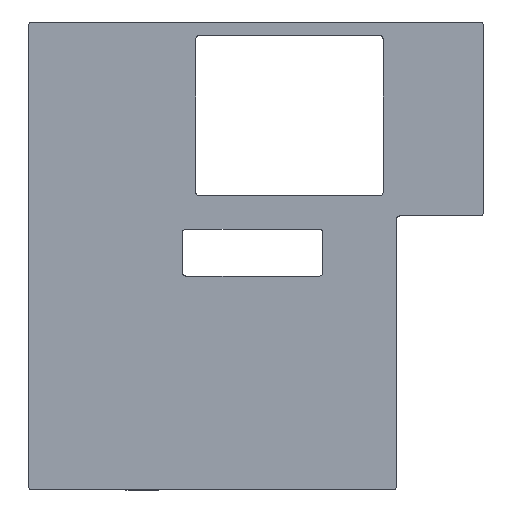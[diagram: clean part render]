
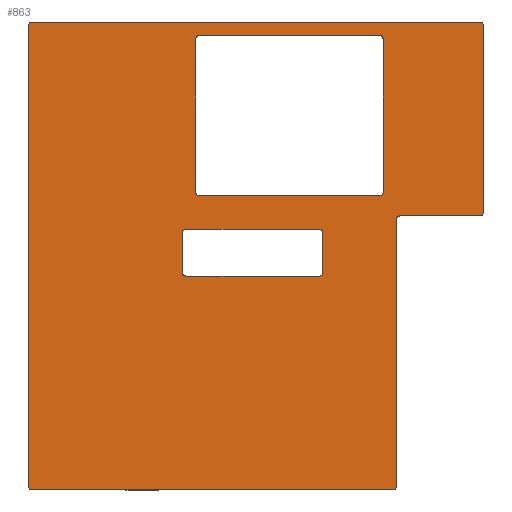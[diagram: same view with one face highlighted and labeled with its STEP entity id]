
A CAD part, top view. The second image highlights one B-rep face of the part: STEP entity #863.
In plain terms, the highlighted planar face has unit normal (0, 0, 1).
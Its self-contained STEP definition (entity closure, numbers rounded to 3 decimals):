
#17=FACE_BOUND('',#149,.T.);
#18=FACE_BOUND('',#150,.T.);
#20=CIRCLE('',#888,0.5);
#22=CIRCLE('',#892,0.5);
#24=CIRCLE('',#896,0.5);
#26=CIRCLE('',#900,0.5);
#28=CIRCLE('',#904,0.5);
#30=CIRCLE('',#908,0.5);
#32=CIRCLE('',#912,0.5);
#34=CIRCLE('',#916,0.5);
#35=CIRCLE('',#919,0.5);
#41=CIRCLE('',#928,0.5);
#42=CIRCLE('',#931,0.5);
#43=CIRCLE('',#934,0.5);
#44=CIRCLE('',#937,0.5);
#46=CIRCLE('',#941,0.5);
#103=FACE_OUTER_BOUND('',#148,.T.);
#148=EDGE_LOOP('',(#764,#765,#766,#767,#768,#769,#770,#771,#772,#773,#774,
#775));
#149=EDGE_LOOP('',(#776,#777,#778,#779,#780,#781,#782,#783));
#150=EDGE_LOOP('',(#784,#785,#786,#787,#788,#789,#790,#791));
#177=LINE('',#1249,#272);
#180=LINE('',#1260,#275);
#184=LINE('',#1272,#279);
#187=LINE('',#1281,#282);
#193=LINE('',#1297,#288);
#196=LINE('',#1308,#291);
#201=LINE('',#1321,#296);
#203=LINE('',#1329,#298);
#210=LINE('',#1346,#305);
#223=LINE('',#1381,#318);
#226=LINE('',#1389,#321);
#231=LINE('',#1401,#326);
#234=LINE('',#1410,#329);
#243=LINE('',#1430,#338);
#272=VECTOR('',#1001,10.);
#275=VECTOR('',#1012,10.);
#279=VECTOR('',#1024,10.);
#282=VECTOR('',#1035,10.);
#288=VECTOR('',#1049,10.);
#291=VECTOR('',#1060,10.);
#296=VECTOR('',#1073,10.);
#298=VECTOR('',#1083,10.);
#305=VECTOR('',#1098,10.);
#318=VECTOR('',#1127,10.);
#321=VECTOR('',#1136,10.);
#326=VECTOR('',#1147,10.);
#329=VECTOR('',#1156,10.);
#338=VECTOR('',#1177,10.);
#359=VERTEX_POINT('',#1239);
#360=VERTEX_POINT('',#1241);
#362=VERTEX_POINT('',#1247);
#365=VERTEX_POINT('',#1254);
#366=VERTEX_POINT('',#1256);
#369=VERTEX_POINT('',#1266);
#370=VERTEX_POINT('',#1268);
#372=VERTEX_POINT('',#1277);
#375=VERTEX_POINT('',#1287);
#376=VERTEX_POINT('',#1289);
#378=VERTEX_POINT('',#1295);
#381=VERTEX_POINT('',#1302);
#382=VERTEX_POINT('',#1304);
#384=VERTEX_POINT('',#1313);
#386=VERTEX_POINT('',#1319);
#388=VERTEX_POINT('',#1325);
#389=VERTEX_POINT('',#1332);
#390=VERTEX_POINT('',#1333);
#394=VERTEX_POINT('',#1344);
#407=VERTEX_POINT('',#1375);
#408=VERTEX_POINT('',#1379);
#409=VERTEX_POINT('',#1383);
#410=VERTEX_POINT('',#1387);
#411=VERTEX_POINT('',#1391);
#414=VERTEX_POINT('',#1399);
#415=VERTEX_POINT('',#1403);
#416=VERTEX_POINT('',#1405);
#417=VERTEX_POINT('',#1409);
#447=EDGE_CURVE('',#359,#360,#20,.T.);
#451=EDGE_CURVE('',#359,#362,#177,.T.);
#454=EDGE_CURVE('',#365,#366,#22,.T.);
#456=EDGE_CURVE('',#365,#360,#180,.T.);
#460=EDGE_CURVE('',#369,#370,#24,.T.);
#462=EDGE_CURVE('',#369,#366,#184,.T.);
#466=EDGE_CURVE('',#372,#362,#26,.T.);
#467=EDGE_CURVE('',#372,#370,#187,.T.);
#471=EDGE_CURVE('',#375,#376,#28,.T.);
#475=EDGE_CURVE('',#375,#378,#193,.T.);
#478=EDGE_CURVE('',#381,#382,#30,.T.);
#480=EDGE_CURVE('',#381,#376,#196,.T.);
#484=EDGE_CURVE('',#384,#378,#32,.T.);
#487=EDGE_CURVE('',#384,#386,#201,.T.);
#490=EDGE_CURVE('',#388,#386,#34,.T.);
#491=EDGE_CURVE('',#388,#382,#203,.T.);
#493=EDGE_CURVE('',#389,#390,#35,.T.);
#500=EDGE_CURVE('',#389,#394,#210,.T.);
#515=EDGE_CURVE('',#407,#394,#41,.T.);
#518=EDGE_CURVE('',#407,#408,#223,.T.);
#519=EDGE_CURVE('',#409,#408,#42,.T.);
#522=EDGE_CURVE('',#409,#410,#226,.T.);
#523=EDGE_CURVE('',#411,#410,#43,.T.);
#528=EDGE_CURVE('',#411,#414,#231,.T.);
#530=EDGE_CURVE('',#415,#416,#44,.T.);
#532=EDGE_CURVE('',#417,#416,#234,.T.);
#537=EDGE_CURVE('',#417,#414,#46,.T.);
#543=EDGE_CURVE('',#415,#390,#243,.T.);
#764=ORIENTED_EDGE('',*,*,#493,.F.);
#765=ORIENTED_EDGE('',*,*,#500,.T.);
#766=ORIENTED_EDGE('',*,*,#515,.F.);
#767=ORIENTED_EDGE('',*,*,#518,.T.);
#768=ORIENTED_EDGE('',*,*,#519,.F.);
#769=ORIENTED_EDGE('',*,*,#522,.T.);
#770=ORIENTED_EDGE('',*,*,#523,.F.);
#771=ORIENTED_EDGE('',*,*,#528,.T.);
#772=ORIENTED_EDGE('',*,*,#537,.F.);
#773=ORIENTED_EDGE('',*,*,#532,.T.);
#774=ORIENTED_EDGE('',*,*,#530,.F.);
#775=ORIENTED_EDGE('',*,*,#543,.T.);
#776=ORIENTED_EDGE('',*,*,#451,.T.);
#777=ORIENTED_EDGE('',*,*,#466,.F.);
#778=ORIENTED_EDGE('',*,*,#467,.T.);
#779=ORIENTED_EDGE('',*,*,#460,.F.);
#780=ORIENTED_EDGE('',*,*,#462,.T.);
#781=ORIENTED_EDGE('',*,*,#454,.F.);
#782=ORIENTED_EDGE('',*,*,#456,.T.);
#783=ORIENTED_EDGE('',*,*,#447,.F.);
#784=ORIENTED_EDGE('',*,*,#487,.T.);
#785=ORIENTED_EDGE('',*,*,#490,.F.);
#786=ORIENTED_EDGE('',*,*,#491,.T.);
#787=ORIENTED_EDGE('',*,*,#478,.F.);
#788=ORIENTED_EDGE('',*,*,#480,.T.);
#789=ORIENTED_EDGE('',*,*,#471,.F.);
#790=ORIENTED_EDGE('',*,*,#475,.T.);
#791=ORIENTED_EDGE('',*,*,#484,.F.);
#820=PLANE('',#948);
#863=ADVANCED_FACE('',(#103,#17,#18),#820,.T.);
#888=AXIS2_PLACEMENT_3D('',#1242,#994,#995);
#892=AXIS2_PLACEMENT_3D('',#1257,#1007,#1008);
#896=AXIS2_PLACEMENT_3D('',#1269,#1019,#1020);
#900=AXIS2_PLACEMENT_3D('',#1279,#1031,#1032);
#904=AXIS2_PLACEMENT_3D('',#1290,#1042,#1043);
#908=AXIS2_PLACEMENT_3D('',#1305,#1055,#1056);
#912=AXIS2_PLACEMENT_3D('',#1315,#1067,#1068);
#916=AXIS2_PLACEMENT_3D('',#1327,#1079,#1080);
#919=AXIS2_PLACEMENT_3D('',#1334,#1087,#1088);
#928=AXIS2_PLACEMENT_3D('',#1376,#1121,#1122);
#931=AXIS2_PLACEMENT_3D('',#1384,#1130,#1131);
#934=AXIS2_PLACEMENT_3D('',#1392,#1139,#1140);
#937=AXIS2_PLACEMENT_3D('',#1406,#1151,#1152);
#941=AXIS2_PLACEMENT_3D('',#1418,#1164,#1165);
#948=AXIS2_PLACEMENT_3D('',#1436,#1186,#1187);
#994=DIRECTION('center_axis',(0.,0.,1.));
#995=DIRECTION('ref_axis',(0.707,-0.707,0.));
#1001=DIRECTION('',(-1.,0.,0.));
#1007=DIRECTION('center_axis',(0.,0.,1.));
#1008=DIRECTION('ref_axis',(0.707,0.707,0.));
#1012=DIRECTION('',(0.,-1.,0.));
#1019=DIRECTION('center_axis',(0.,0.,1.));
#1020=DIRECTION('ref_axis',(-0.707,0.707,0.));
#1024=DIRECTION('',(1.,0.,0.));
#1031=DIRECTION('center_axis',(0.,0.,1.));
#1032=DIRECTION('ref_axis',(-0.707,-0.707,0.));
#1035=DIRECTION('',(0.,1.,0.));
#1042=DIRECTION('center_axis',(0.,0.,1.));
#1043=DIRECTION('ref_axis',(0.707,-0.707,0.));
#1049=DIRECTION('',(-1.,0.,0.));
#1055=DIRECTION('center_axis',(0.,0.,1.));
#1056=DIRECTION('ref_axis',(0.707,0.707,0.));
#1060=DIRECTION('',(0.,-1.,0.));
#1067=DIRECTION('center_axis',(0.,0.,1.));
#1068=DIRECTION('ref_axis',(-0.707,-0.707,0.));
#1073=DIRECTION('',(0.,1.,0.));
#1079=DIRECTION('center_axis',(0.,0.,1.));
#1080=DIRECTION('ref_axis',(-0.707,0.707,0.));
#1083=DIRECTION('',(1.,0.,0.));
#1087=DIRECTION('center_axis',(0.,0.,-1.));
#1088=DIRECTION('ref_axis',(0.707,0.707,0.));
#1098=DIRECTION('',(-1.,0.,0.));
#1121=DIRECTION('center_axis',(0.,0.,-1.));
#1122=DIRECTION('ref_axis',(-0.707,0.707,0.));
#1127=DIRECTION('',(0.,-1.,0.));
#1130=DIRECTION('center_axis',(0.,0.,-1.));
#1131=DIRECTION('ref_axis',(-0.707,-0.707,0.));
#1136=DIRECTION('',(1.,0.,0.));
#1139=DIRECTION('center_axis',(0.,0.,-1.));
#1140=DIRECTION('ref_axis',(0.707,-0.707,0.));
#1147=DIRECTION('',(0.,1.,0.));
#1151=DIRECTION('center_axis',(0.,0.,-1.));
#1152=DIRECTION('ref_axis',(0.707,-0.707,0.));
#1156=DIRECTION('',(1.,0.,0.));
#1164=DIRECTION('center_axis',(0.,0.,1.));
#1165=DIRECTION('ref_axis',(-0.707,0.707,0.));
#1177=DIRECTION('',(0.,1.,0.));
#1186=DIRECTION('center_axis',(0.,0.,1.));
#1187=DIRECTION('ref_axis',(1.,0.,0.));
#1239=CARTESIAN_POINT('',(41.5,-36.,13.));
#1241=CARTESIAN_POINT('',(42.,-35.5,13.));
#1242=CARTESIAN_POINT('Origin',(41.5,-35.5,13.));
#1247=CARTESIAN_POINT('',(21.5,-36.,13.));
#1249=CARTESIAN_POINT('',(42.,-36.,13.));
#1254=CARTESIAN_POINT('',(42.,-29.5,13.));
#1256=CARTESIAN_POINT('',(41.5,-29.,13.));
#1257=CARTESIAN_POINT('Origin',(41.5,-29.5,13.));
#1260=CARTESIAN_POINT('',(42.,-29.,13.));
#1266=CARTESIAN_POINT('',(21.5,-29.,13.));
#1268=CARTESIAN_POINT('',(21.,-29.5,13.));
#1269=CARTESIAN_POINT('Origin',(21.5,-29.5,13.));
#1272=CARTESIAN_POINT('',(21.,-29.,13.));
#1277=CARTESIAN_POINT('',(21.,-35.5,13.));
#1279=CARTESIAN_POINT('Origin',(21.5,-35.5,13.));
#1281=CARTESIAN_POINT('',(21.,-36.,13.));
#1287=CARTESIAN_POINT('',(50.5,-24.,13.));
#1289=CARTESIAN_POINT('',(51.,-23.5,13.));
#1290=CARTESIAN_POINT('Origin',(50.5,-23.5,13.));
#1295=CARTESIAN_POINT('',(23.5,-24.,13.));
#1297=CARTESIAN_POINT('',(23.,-24.,13.));
#1302=CARTESIAN_POINT('',(51.,-0.5,13.));
#1304=CARTESIAN_POINT('',(50.5,0.,13.));
#1305=CARTESIAN_POINT('Origin',(50.5,-0.5,13.));
#1308=CARTESIAN_POINT('',(51.,-24.,13.));
#1313=CARTESIAN_POINT('',(23.,-23.5,13.));
#1315=CARTESIAN_POINT('Origin',(23.5,-23.5,13.));
#1319=CARTESIAN_POINT('',(23.,-0.5,13.));
#1321=CARTESIAN_POINT('',(23.,0.,13.));
#1325=CARTESIAN_POINT('',(23.5,0.,13.));
#1327=CARTESIAN_POINT('Origin',(23.5,-0.5,13.));
#1329=CARTESIAN_POINT('',(51.,0.,13.));
#1332=CARTESIAN_POINT('',(65.5,2.,13.));
#1333=CARTESIAN_POINT('',(66.,1.5,13.));
#1334=CARTESIAN_POINT('Origin',(65.5,1.5,13.));
#1344=CARTESIAN_POINT('',(-1.5,2.,13.));
#1346=CARTESIAN_POINT('',(-2.,2.,13.));
#1375=CARTESIAN_POINT('',(-2.,1.5,13.));
#1376=CARTESIAN_POINT('Origin',(-1.5,1.5,13.));
#1379=CARTESIAN_POINT('',(-2.,-67.5,13.));
#1381=CARTESIAN_POINT('',(-2.,-68.,13.));
#1383=CARTESIAN_POINT('',(-1.5,-68.,13.));
#1384=CARTESIAN_POINT('Origin',(-1.5,-67.5,13.));
#1387=CARTESIAN_POINT('',(52.5,-68.,13.));
#1389=CARTESIAN_POINT('',(66.,-68.,13.));
#1391=CARTESIAN_POINT('',(53.,-67.5,13.));
#1392=CARTESIAN_POINT('Origin',(52.5,-67.5,13.));
#1399=CARTESIAN_POINT('',(53.,-27.5,13.));
#1401=CARTESIAN_POINT('',(53.,-30.,13.));
#1403=CARTESIAN_POINT('',(66.,-26.5,13.));
#1405=CARTESIAN_POINT('',(65.5,-27.,13.));
#1406=CARTESIAN_POINT('Origin',(65.5,-26.5,13.));
#1409=CARTESIAN_POINT('',(53.5,-27.,13.));
#1410=CARTESIAN_POINT('',(49.,-27.,13.));
#1418=CARTESIAN_POINT('Origin',(53.5,-27.5,13.));
#1430=CARTESIAN_POINT('',(66.,2.,13.));
#1436=CARTESIAN_POINT('Origin',(32.,-33.,13.));
